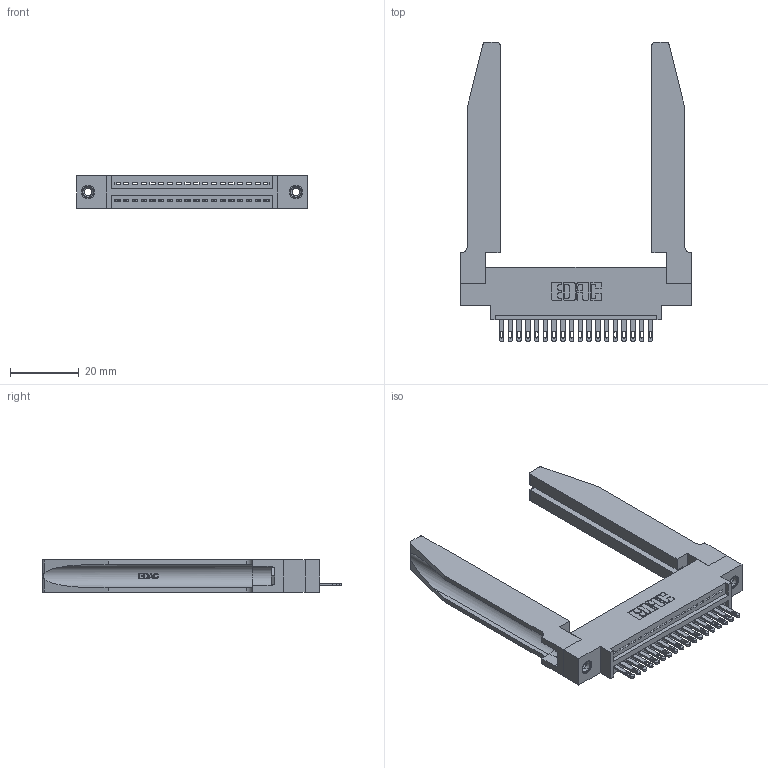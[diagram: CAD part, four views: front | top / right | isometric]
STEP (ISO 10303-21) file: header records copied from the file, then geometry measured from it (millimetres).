
FILE_DESCRIPTION (( 'STEP AP203' ), '1' );
FILE_NAME ('345-018-500-678.STEP', '2019-10-04T16:44:18', ( '' ), ( '' ), 'SwSTEP 2.0', 'SolidWorks 2016', '' );
FILE_SCHEMA (( 'CONFIG_CONTROL_DESIGN' ));
Length unit declared in the file: inch
Products named in the file (5): 345-018-500-678; 345 Part_0.170 Offset - 0.156 Dia-TH; 345-220-078_345-220-078; 345-292-001_345-293-100; 345-250-001_345-250-001-102
Assembly tree (23 placements, depth 2):
  345-018-500-678
    345 Part_0.170 Offset - 0.156 Dia-TH
    345-292-001_345-293-100  x18
    345-250-001_345-250-001-102  x2
    345-220-078_345-220-078  x2
Bounding box: 66.95 x 86.79 x 9.4 mm (x, y, z)
Volume: 13831 mm3; surface area: 14740.3 mm2
Topology: 23 solids, 23 shells, 1336 faces, 3985 edges, 2646 vertices
Faces by surface type: plane 838, cylinder 446, bspline 36, cone 12, torus 4
Entity records: 21580 total; most frequent: CARTESIAN_POINT 4637, ORIENTED_EDGE 3486, DIRECTION 3093, EDGE_CURVE 1743, LINE 1441, VECTOR 1441, VERTEX_POINT 1156, AXIS2_PLACEMENT_3D 826
